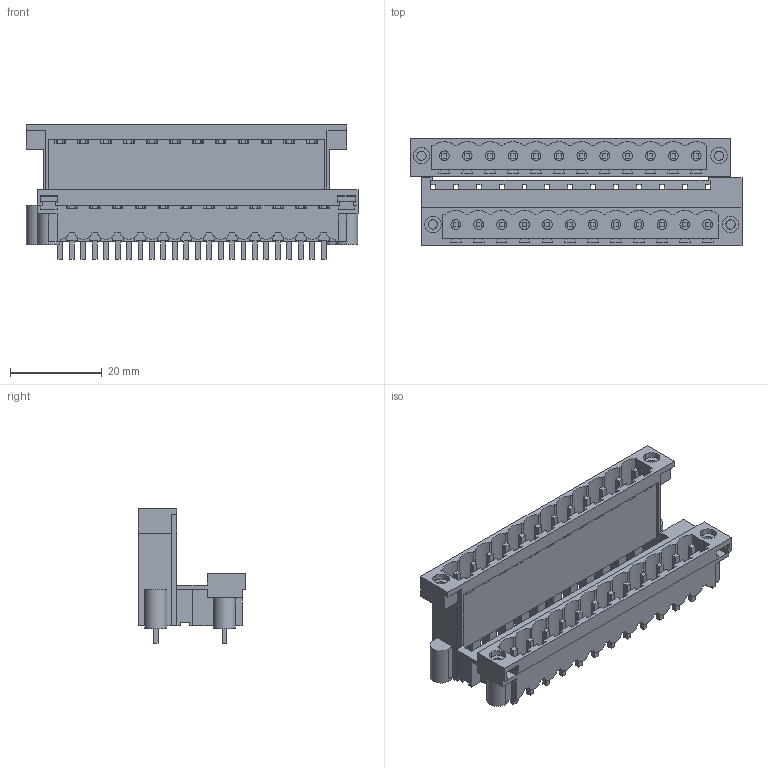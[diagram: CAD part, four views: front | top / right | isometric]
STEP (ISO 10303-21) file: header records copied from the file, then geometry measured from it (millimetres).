
FILE_DESCRIPTION(('CATIA V5 STEP Exchange','CAx-IF Rec.Pracs.--- Model Styling and Organization---1.2---2011-12-15'),'2;1');
FILE_NAME ('D1458332_0_1881370000_1881370000.stp','2018-03-30T11:57:45+00:00',('none'),('Weidmueller'),'CATIA Version 5-6 Release 2014','CATIA V5 STEP AP214','none');
FILE_SCHEMA(('AUTOMOTIVE_DESIGN { 1 0 10303 214 1 1 1 1 }'));
Length unit declared in the file: millimetre
Products named in the file (1): 1881370000
Bounding box: 72.5 x 23.43 x 29.36 mm (x, y, z)
Volume: 11412.7 mm3; surface area: 18421.2 mm2
Topology: 29 solids, 29 shells, 1033 faces, 3153 edges, 2147 vertices
Faces by surface type: plane 914, cylinder 119
Entity records: 34833 total; most frequent: CARTESIAN_POINT 6372, ORIENTED_EDGE 6306, DIRECTION 4704, EDGE_CURVE 3153, VECTOR 2845, LINE 2845, VERTEX_POINT 2147, EDGE_LOOP 1142
